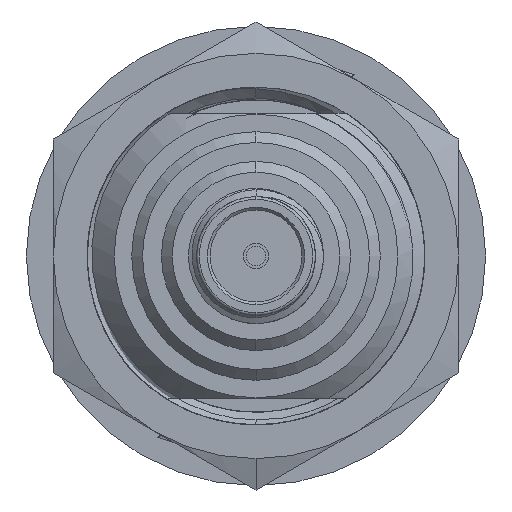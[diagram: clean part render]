
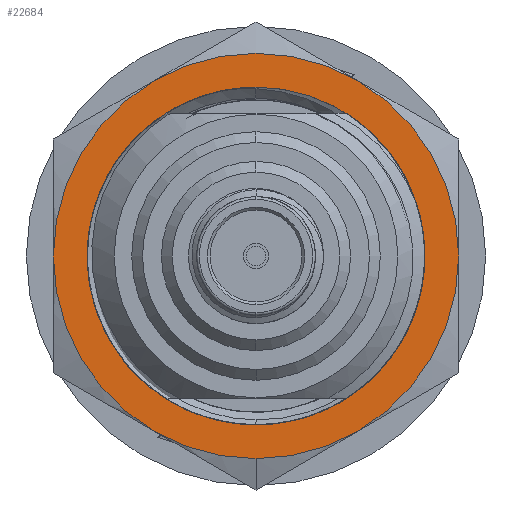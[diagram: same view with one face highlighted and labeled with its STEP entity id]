
A CAD part, left-side view. The second image highlights one B-rep face of the part: STEP entity #22684.
In plain terms, the highlighted planar face has unit normal (-1, 0, 0).
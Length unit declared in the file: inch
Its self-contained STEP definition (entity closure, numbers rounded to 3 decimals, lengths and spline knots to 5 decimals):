
#110 = DIRECTION ( 'NONE',  ( -1., 0., 0. ) ) ;
#469 = CARTESIAN_POINT ( 'NONE',  ( 0.473, -0.18745, 0.25004 ) ) ;
#751 = VERTEX_POINT ( 'NONE', #10826 ) ;
#1336 = VERTEX_POINT ( 'NONE', #469 ) ;
#1433 = ORIENTED_EDGE ( 'NONE', *, *, #5113, .T. ) ;
#1547 = EDGE_CURVE ( 'NONE', #29329, #31018, #10714, .T. ) ;
#1779 = CARTESIAN_POINT ( 'NONE',  ( 0.473, 0., 0. ) ) ;
#2036 = FACE_OUTER_BOUND ( 'NONE', #8521, .T. ) ;
#3432 = DIRECTION ( 'NONE',  ( 0., 0., -1. ) ) ;
#3502 = AXIS2_PLACEMENT_3D ( 'NONE', #21163, #28757, #8712 ) ;
#3610 = DIRECTION ( 'NONE',  ( 0., 0., -1. ) ) ;
#4614 = CIRCLE ( 'NONE', #10362, 0.375 ) ;
#5113 = EDGE_CURVE ( 'NONE', #6956, #6144, #11856, .T. ) ;
#5547 = EDGE_CURVE ( 'NONE', #751, #8103, #12622, .T. ) ;
#5666 = ORIENTED_EDGE ( 'NONE', *, *, #1547, .T. ) ;
#5958 = ORIENTED_EDGE ( 'NONE', *, *, #29803, .T. ) ;
#6002 = DIRECTION ( 'NONE',  ( 0., 0., -1. ) ) ;
#6024 = CARTESIAN_POINT ( 'NONE',  ( 0.473, 0., -0.375 ) ) ;
#6123 = DIRECTION ( 'NONE',  ( -1., 0., 0. ) ) ;
#6144 = VERTEX_POINT ( 'NONE', #22576 ) ;
#6416 = AXIS2_PLACEMENT_3D ( 'NONE', #28926, #10895, #16191 ) ;
#6956 = VERTEX_POINT ( 'NONE', #29402 ) ;
#7333 = CARTESIAN_POINT ( 'NONE',  ( 0.473, 0., 0. ) ) ;
#7713 = AXIS2_PLACEMENT_3D ( 'NONE', #1779, #19376, #24462 ) ;
#8103 = VERTEX_POINT ( 'NONE', #22273 ) ;
#8521 = EDGE_LOOP ( 'NONE', ( #29430, #9034, #30801, #5666, #5958, #24870, #17120 ) ) ;
#8712 = DIRECTION ( 'NONE',  ( 0., 0., -1. ) ) ;
#8817 = DIRECTION ( 'NONE',  ( 1., 0., 0. ) ) ;
#9034 = ORIENTED_EDGE ( 'NONE', *, *, #10439, .T. ) ;
#9501 = DIRECTION ( 'NONE',  ( 0., 0., -1. ) ) ;
#9772 = VERTEX_POINT ( 'NONE', #6024 ) ;
#10083 = CARTESIAN_POINT ( 'NONE',  ( 0.473, -0.1875, -0.32476 ) ) ;
#10240 = EDGE_LOOP ( 'NONE', ( #1433, #18710, #11374 ) ) ;
#10362 = AXIS2_PLACEMENT_3D ( 'NONE', #7333, #14774, #15108 ) ;
#10439 = EDGE_CURVE ( 'NONE', #9772, #15853, #4614, .T. ) ;
#10560 = PLANE ( 'NONE',  #6416 ) ;
#10714 = CIRCLE ( 'NONE', #13422, 0.375 ) ;
#10782 = CARTESIAN_POINT ( 'NONE',  ( 0.473, 0., 0. ) ) ;
#10826 = CARTESIAN_POINT ( 'NONE',  ( 0.473, 0.1875, 0.32476 ) ) ;
#10895 = DIRECTION ( 'NONE',  ( 1., 0., 0. ) ) ;
#11374 = ORIENTED_EDGE ( 'NONE', *, *, #32028, .T. ) ;
#11384 = AXIS2_PLACEMENT_3D ( 'NONE', #30989, #6123, #3610 ) ;
#11856 = CIRCLE ( 'NONE', #7713, 0.3125 ) ;
#12622 = CIRCLE ( 'NONE', #21252, 0.375 ) ;
#12849 = CIRCLE ( 'NONE', #29951, 0.375 ) ;
#12987 = AXIS2_PLACEMENT_3D ( 'NONE', #21936, #15118, #15008 ) ;
#13422 = AXIS2_PLACEMENT_3D ( 'NONE', #18856, #31581, #21064 ) ;
#13847 = CIRCLE ( 'NONE', #11384, 0.375 ) ;
#14107 = EDGE_CURVE ( 'NONE', #15853, #29329, #12849, .T. ) ;
#14503 = CARTESIAN_POINT ( 'NONE',  ( 0.473, -0.1875, 0.32476 ) ) ;
#14774 = DIRECTION ( 'NONE',  ( -1., 0., 0. ) ) ;
#15008 = DIRECTION ( 'NONE',  ( 0., 0., -1. ) ) ;
#15108 = DIRECTION ( 'NONE',  ( 0., 0., -1. ) ) ;
#15118 = DIRECTION ( 'NONE',  ( -1., 0., 0. ) ) ;
#15487 = DIRECTION ( 'NONE',  ( 0., 0., -1. ) ) ;
#15853 = VERTEX_POINT ( 'NONE', #10083 ) ;
#15872 = DIRECTION ( 'NONE',  ( -1., 0., 0. ) ) ;
#16191 = DIRECTION ( 'NONE',  ( 0., 0., -1. ) ) ;
#17120 = ORIENTED_EDGE ( 'NONE', *, *, #23715, .F. ) ;
#18710 = ORIENTED_EDGE ( 'NONE', *, *, #23749, .T. ) ;
#18732 = CARTESIAN_POINT ( 'NONE',  ( 0.473, 0., 0. ) ) ;
#18776 = EDGE_CURVE ( 'NONE', #29995, #9772, #20626, .T. ) ;
#18856 = CARTESIAN_POINT ( 'NONE',  ( 0.473, 0., 0. ) ) ;
#19376 = DIRECTION ( 'NONE',  ( 1., 0., 0. ) ) ;
#19933 = AXIS2_PLACEMENT_3D ( 'NONE', #18732, #8817, #3432 ) ;
#20626 = CIRCLE ( 'NONE', #12987, 0.375 ) ;
#21064 = DIRECTION ( 'NONE',  ( 0., 0., -1. ) ) ;
#21163 = CARTESIAN_POINT ( 'NONE',  ( 0.473, 0., 0. ) ) ;
#21252 = AXIS2_PLACEMENT_3D ( 'NONE', #10782, #15872, #6002 ) ;
#21936 = CARTESIAN_POINT ( 'NONE',  ( 0.473, 0., 0. ) ) ;
#22174 = CARTESIAN_POINT ( 'NONE',  ( 0.473, -0.375, 0. ) ) ;
#22273 = CARTESIAN_POINT ( 'NONE',  ( 0.473, 0.375, 0. ) ) ;
#22363 = AXIS2_PLACEMENT_3D ( 'NONE', #27001, #27213, #9501 ) ;
#22576 = CARTESIAN_POINT ( 'NONE',  ( 0.473, 0., 0.3125 ) ) ;
#22684 = ADVANCED_FACE ( 'NONE', ( #24511, #2036 ), #10560, .F. ) ;
#23715 = EDGE_CURVE ( 'NONE', #29995, #8103, #28803, .T. ) ;
#23749 = EDGE_CURVE ( 'NONE', #6144, #1336, #29567, .T. ) ;
#24462 = DIRECTION ( 'NONE',  ( 0., 0., -1. ) ) ;
#24511 = FACE_BOUND ( 'NONE', #10240, .T. ) ;
#24870 = ORIENTED_EDGE ( 'NONE', *, *, #5547, .T. ) ;
#25178 = CIRCLE ( 'NONE', #22363, 0.3125 ) ;
#27001 = CARTESIAN_POINT ( 'NONE',  ( 0.473, 0., 0. ) ) ;
#27213 = DIRECTION ( 'NONE',  ( 1., 0., 0. ) ) ;
#28757 = DIRECTION ( 'NONE',  ( 1., 0., 0. ) ) ;
#28803 = CIRCLE ( 'NONE', #19933, 0.375 ) ;
#28926 = CARTESIAN_POINT ( 'NONE',  ( 0.473, 0., 0. ) ) ;
#29329 = VERTEX_POINT ( 'NONE', #22174 ) ;
#29402 = CARTESIAN_POINT ( 'NONE',  ( 0.473, 0.04426, 0.30935 ) ) ;
#29430 = ORIENTED_EDGE ( 'NONE', *, *, #18776, .T. ) ;
#29567 = CIRCLE ( 'NONE', #3502, 0.3125 ) ;
#29803 = EDGE_CURVE ( 'NONE', #31018, #751, #13847, .T. ) ;
#29951 = AXIS2_PLACEMENT_3D ( 'NONE', #30475, #110, #15487 ) ;
#29995 = VERTEX_POINT ( 'NONE', #31521 ) ;
#30475 = CARTESIAN_POINT ( 'NONE',  ( 0.473, 0., 0. ) ) ;
#30801 = ORIENTED_EDGE ( 'NONE', *, *, #14107, .T. ) ;
#30989 = CARTESIAN_POINT ( 'NONE',  ( 0.473, 0., 0. ) ) ;
#31018 = VERTEX_POINT ( 'NONE', #14503 ) ;
#31521 = CARTESIAN_POINT ( 'NONE',  ( 0.473, 0.1875, -0.32476 ) ) ;
#31581 = DIRECTION ( 'NONE',  ( -1., 0., 0. ) ) ;
#32028 = EDGE_CURVE ( 'NONE', #1336, #6956, #25178, .T. ) ;
